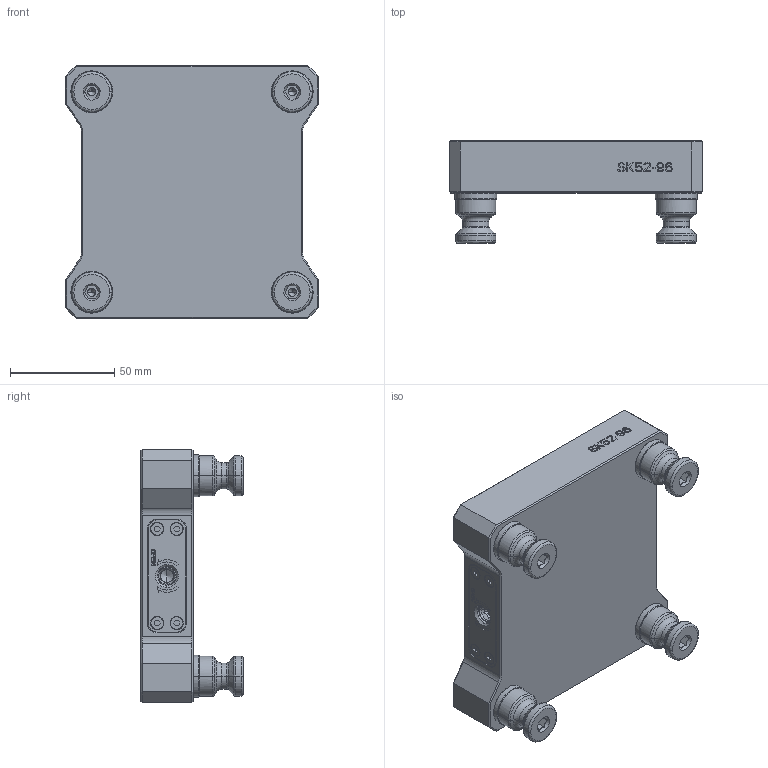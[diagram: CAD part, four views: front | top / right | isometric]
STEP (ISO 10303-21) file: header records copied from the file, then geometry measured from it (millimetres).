
FILE_DESCRIPTION( ('This file contains a STEP AP42 implementation' ,'as created by ZW3D STEP Interface translator.') ,'2;1' );
FILE_NAME( 'SC52-96w.stp' ,'23 612.18 828', (''), ('ZWCAD Software Co.'), 'Version 1.0', 'ZW3D to STEP translator', '' );
FILE_SCHEMA(('AUTOMOTIVE_DESIGN { 1 0 10303 214 1 1 1 1 }'));
Length unit declared in the file: millimetre
Products named in the file (2): 0; SC52-96w
Bounding box: 121 x 49 x 121 mm (x, y, z)
Volume: 334324.1 mm3; surface area: 56919.7 mm2
Topology: 1 solids, 14 shells, 1198 faces, 3165 edges, 2054 vertices
Faces by surface type: plane 767, cone 193, cylinder 180, torus 58
Entity records: 38804 total; most frequent: CARTESIAN_POINT 7594, ORIENTED_EDGE 6282, DIRECTION 6035, EDGE_CURVE 3141, VECTOR 2231, LINE 2231, VERTEX_POINT 2054, AXIS2_PLACEMENT_3D 1902
